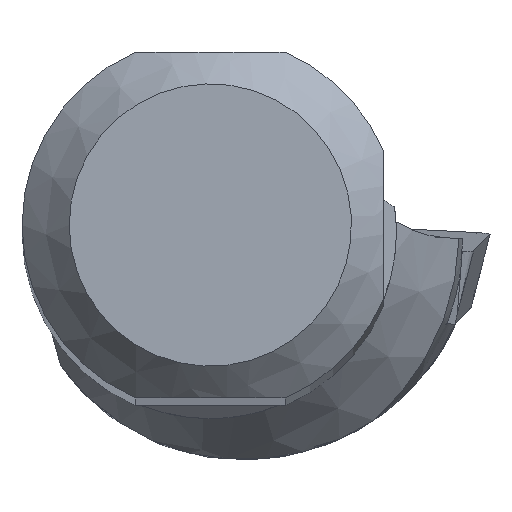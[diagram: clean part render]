
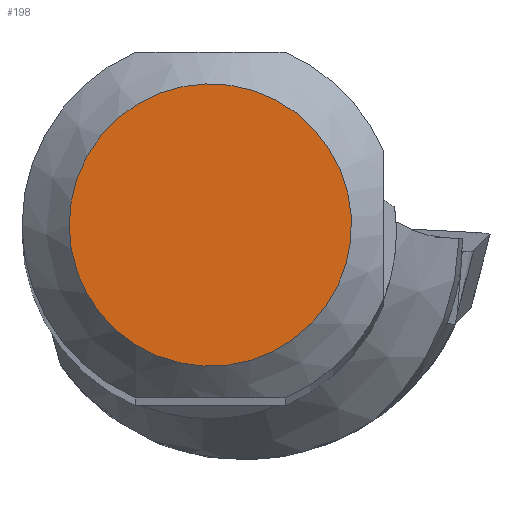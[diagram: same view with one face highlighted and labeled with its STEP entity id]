
A CAD part, top view. The second image highlights one B-rep face of the part: STEP entity #198.
In plain terms, the highlighted planar face has unit normal (0, 0, 1).
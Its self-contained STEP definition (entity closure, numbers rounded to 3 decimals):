
#153=FACE_OUTER_BOUND('',#417,.T.);
#198=ADVANCED_FACE('',(#153),#228,.T.);
#228=PLANE('',#1063);
#417=EDGE_LOOP('',(#575));
#575=ORIENTED_EDGE('',*,*,#857,.F.);
#753=VERTEX_POINT('',#1695);
#857=EDGE_CURVE('',#753,#753,#912,.T.);
#912=CIRCLE('',#1062,4.493);
#1062=AXIS2_PLACEMENT_3D('',#1694,#1260,#1261);
#1063=AXIS2_PLACEMENT_3D('',#1696,#1262,#1263);
#1260=DIRECTION('',(0.,0.,-1.));
#1261=DIRECTION('',(-1.,0.,0.));
#1262=DIRECTION('',(0.,0.,1.));
#1263=DIRECTION('',(-1.,0.,0.));
#1694=CARTESIAN_POINT('',(0.,0.,0.));
#1695=CARTESIAN_POINT('',(-4.493,0.,0.));
#1696=CARTESIAN_POINT('',(0.,0.,
0.));
